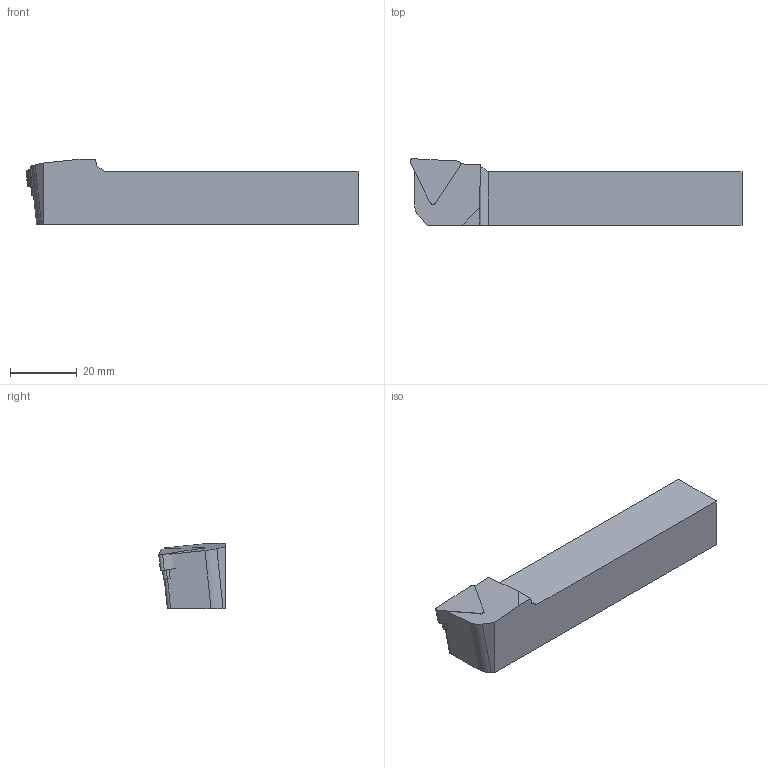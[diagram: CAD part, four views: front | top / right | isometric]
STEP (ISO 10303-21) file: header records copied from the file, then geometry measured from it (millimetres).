
FILE_DESCRIPTION(/* description */ (''),/* implementation_level */ '2;1');
FILE_NAME(/* name */ 'PTJNL-1616-H16.stp',/* time_stamp */ '2023-09-28T20:40:32+03:00',/* author */ (''),/* organization */ (''),/* preprocessor_version */ 'ST-DEVELOPER v19.4',/* originating_system */ 'SIEMENS PLM Software NX2306.3001',/* authorisation */ '');
FILE_SCHEMA (('AUTOMOTIVE_DESIGN { 1 0 10303 214 3 1 1 1 }'));
Length unit declared in the file: millimetre
Products named in the file (1): PTJNR-1616-H16
Bounding box: 99.47 x 19.93 x 19.5 mm (x, y, z)
Volume: 26240.6 mm3; surface area: 7456.3 mm2
Topology: 2 solids, 2 shells, 35 faces, 89 edges, 58 vertices
Faces by surface type: plane 27, cylinder 8
Entity records: 1077 total; most frequent: CARTESIAN_POINT 183, ORIENTED_EDGE 178, DIRECTION 178, EDGE_CURVE 89, LINE 72, VECTOR 72, VERTEX_POINT 58, AXIS2_PLACEMENT_3D 53
